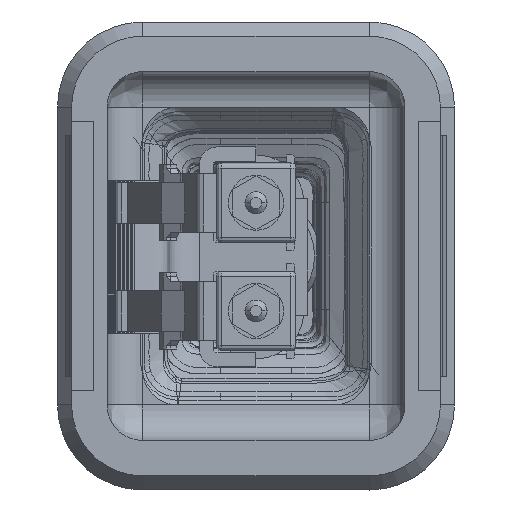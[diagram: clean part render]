
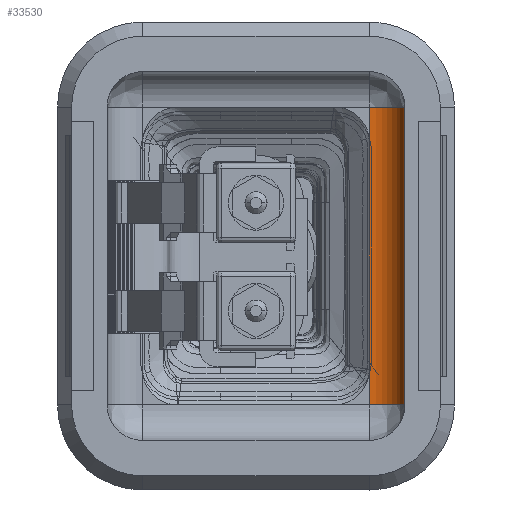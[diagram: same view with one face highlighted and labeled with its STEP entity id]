
A CAD part, left-side view. The second image highlights one B-rep face of the part: STEP entity #33530.
In plain terms, the highlighted cylindrical face has radius 2 mm (diameter 4 mm), a partial arc.
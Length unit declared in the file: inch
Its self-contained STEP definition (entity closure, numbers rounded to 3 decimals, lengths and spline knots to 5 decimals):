
#22281 = CARTESIAN_POINT ( 'NONE',  ( 0.33071, 0.33071, 4.27165 ) ) ;
#28420 = VECTOR ( 'NONE', #436036, 39.37008 ) ;
#33530 = ADVANCED_FACE ( 'NONE', ( #263571 ), #305927, .F. ) ;
#33638 = DIRECTION ( 'NONE',  ( -1., 0., 0. ) ) ;
#36102 = AXIS2_PLACEMENT_3D ( 'NONE', #389648, #337002, #126484 ) ;
#49513 = DIRECTION ( 'NONE',  ( -1., 0., 0. ) ) ;
#88403 = VERTEX_POINT ( 'NONE', #491759 ) ;
#91259 = CARTESIAN_POINT ( 'NONE',  ( -0.33071, 0.25197, 4.27165 ) ) ;
#117762 = VERTEX_POINT ( 'NONE', #320690 ) ;
#120622 = DIRECTION ( 'NONE',  ( 0., -1., 0. ) ) ;
#126484 = DIRECTION ( 'NONE',  ( 0., -1., 0. ) ) ;
#130729 = CIRCLE ( 'NONE', #253846, 0.07874 ) ;
#139754 = DIRECTION ( 'NONE',  ( -1., 0., 0. ) ) ;
#141206 = VECTOR ( 'NONE', #363604, 39.37008 ) ;
#145939 = CARTESIAN_POINT ( 'NONE',  ( 0.33071, 0.25197, 4.19291 ) ) ;
#156316 = EDGE_CURVE ( 'NONE', #166178, #88403, #307349, .T. ) ;
#166178 = VERTEX_POINT ( 'NONE', #456503 ) ;
#180996 = EDGE_LOOP ( 'NONE', ( #243229, #257576, #565548, #387463, #340244, #607032 ) ) ;
#196511 = DIRECTION ( 'NONE',  ( 1., 0., 0. ) ) ;
#198130 = EDGE_CURVE ( 'NONE', #404575, #364935, #641409, .T. ) ;
#222973 = EDGE_CURVE ( 'NONE', #88403, #443749, #350629, .T. ) ;
#243229 = ORIENTED_EDGE ( 'NONE', *, *, #424930, .T. ) ;
#253846 = AXIS2_PLACEMENT_3D ( 'NONE', #91259, #196511, #120622 ) ;
#255470 = VECTOR ( 'NONE', #33638, 39.37008 ) ;
#257576 = ORIENTED_EDGE ( 'NONE', *, *, #692691, .F. ) ;
#258262 = CARTESIAN_POINT ( 'NONE',  ( 0.33071, 0.25197, 4.19291 ) ) ;
#263571 = FACE_OUTER_BOUND ( 'NONE', #180996, .T. ) ;
#305927 = CYLINDRICAL_SURFACE ( 'NONE', #462362, 0.07874 ) ;
#307349 = LINE ( 'NONE', #145939, #255470 ) ;
#316275 = DIRECTION ( 'NONE',  ( 0., -1., 0. ) ) ;
#320690 = CARTESIAN_POINT ( 'NONE',  ( -0.33071, 0.33071, 4.27165 ) ) ;
#337002 = DIRECTION ( 'NONE',  ( -1., 0., 0. ) ) ;
#340244 = ORIENTED_EDGE ( 'NONE', *, *, #613196, .F. ) ;
#350629 = LINE ( 'NONE', #258262, #141206 ) ;
#358559 = CARTESIAN_POINT ( 'NONE',  ( 0.33071, 0.25197, 4.27165 ) ) ;
#363604 = DIRECTION ( 'NONE',  ( -1., 0., 0. ) ) ;
#364935 = VERTEX_POINT ( 'NONE', #426648 ) ;
#387463 = ORIENTED_EDGE ( 'NONE', *, *, #156316, .F. ) ;
#389648 = CARTESIAN_POINT ( 'NONE',  ( 0.33071, 0.25197, 4.27165 ) ) ;
#404575 = VERTEX_POINT ( 'NONE', #22281 ) ;
#409783 = CARTESIAN_POINT ( 'NONE',  ( 0.33071, 0.33071, 4.27165 ) ) ;
#424930 = EDGE_CURVE ( 'NONE', #404575, #117762, #640478, .T. ) ;
#426648 = CARTESIAN_POINT ( 'NONE',  ( 0.33071, 0.25197, 4.19291 ) ) ;
#435816 = VECTOR ( 'NONE', #139754, 39.37008 ) ;
#436036 = DIRECTION ( 'NONE',  ( -1., 0., 0. ) ) ;
#443749 = VERTEX_POINT ( 'NONE', #631757 ) ;
#456503 = CARTESIAN_POINT ( 'NONE',  ( 0.25197, 0.25197, 4.19291 ) ) ;
#462362 = AXIS2_PLACEMENT_3D ( 'NONE', #358559, #49513, #316275 ) ;
#491759 = CARTESIAN_POINT ( 'NONE',  ( -0.25197, 0.25197, 4.19291 ) ) ;
#544976 = LINE ( 'NONE', #583729, #28420 ) ;
#565548 = ORIENTED_EDGE ( 'NONE', *, *, #222973, .F. ) ;
#583729 = CARTESIAN_POINT ( 'NONE',  ( 0.33071, 0.25197, 4.19291 ) ) ;
#607032 = ORIENTED_EDGE ( 'NONE', *, *, #198130, .F. ) ;
#613196 = EDGE_CURVE ( 'NONE', #364935, #166178, #544976, .T. ) ;
#631757 = CARTESIAN_POINT ( 'NONE',  ( -0.33071, 0.25197, 4.19291 ) ) ;
#640478 = LINE ( 'NONE', #409783, #435816 ) ;
#641409 = CIRCLE ( 'NONE', #36102, 0.07874 ) ;
#692691 = EDGE_CURVE ( 'NONE', #443749, #117762, #130729, .T. ) ;
